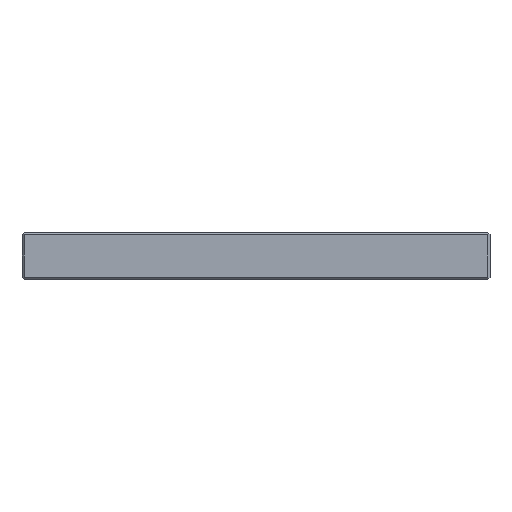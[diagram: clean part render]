
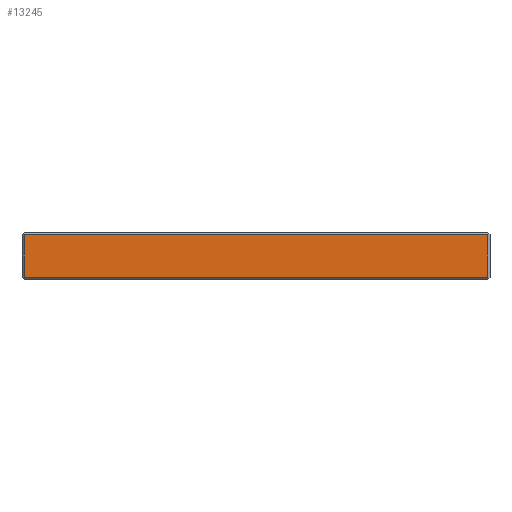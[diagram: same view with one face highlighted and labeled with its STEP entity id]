
A CAD part, front view. The second image highlights one B-rep face of the part: STEP entity #13245.
In plain terms, the highlighted planar face has unit normal (0, -1, 0).
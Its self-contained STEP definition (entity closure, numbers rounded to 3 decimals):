
#9924=FACE_OUTER_BOUND('',#24178,.T.);
#13245=ADVANCED_FACE('',(#9924),#17117,.T.);
#17117=PLANE('',#80011);
#24178=EDGE_LOOP('',(#29146,#29147,#29148,#29149));
#29146=ORIENTED_EDGE('',*,*,#56260,.T.);
#29147=ORIENTED_EDGE('',*,*,#56261,.T.);
#29148=ORIENTED_EDGE('',*,*,#56262,.T.);
#29149=ORIENTED_EDGE('',*,*,#56263,.T.);
#49350=VERTEX_POINT('',#102504);
#49351=VERTEX_POINT('',#102505);
#49352=VERTEX_POINT('',#102507);
#49353=VERTEX_POINT('',#102509);
#56260=EDGE_CURVE('',#49350,#49351,#66279,.T.);
#56261=EDGE_CURVE('',#49351,#49352,#66280,.T.);
#56262=EDGE_CURVE('',#49352,#49353,#66281,.T.);
#56263=EDGE_CURVE('',#49353,#49350,#66282,.T.);
#66279=LINE('',#102503,#73171);
#66280=LINE('',#102506,#73172);
#66281=LINE('',#102508,#73173);
#66282=LINE('',#102510,#73174);
#73171=VECTOR('',#85106,1.);
#73172=VECTOR('',#85107,1.);
#73173=VECTOR('',#85108,1.);
#73174=VECTOR('',#85109,1.);
#80011=AXIS2_PLACEMENT_3D('',#102511,#85110,#85111);
#85106=DIRECTION('',(-1.,0.,0.));
#85107=DIRECTION('',(0.,0.,-1.));
#85108=DIRECTION('',(1.,0.,0.));
#85109=DIRECTION('',(0.,0.,1.));
#85110=DIRECTION('',(0.,-1.,0.));
#85111=DIRECTION('',(0.,0.,1.));
#102503=CARTESIAN_POINT('',(75.,0.,14.25));
#102504=CARTESIAN_POINT('',(149.275,0.,14.25));
#102505=CARTESIAN_POINT('',(0.725,0.,14.25));
#102506=CARTESIAN_POINT('',(0.725,0.,0.));
#102507=CARTESIAN_POINT('',(0.725,0.,0.75));
#102508=CARTESIAN_POINT('',(75.,0.,0.75));
#102509=CARTESIAN_POINT('',(149.275,0.,0.75));
#102510=CARTESIAN_POINT('',(149.275,0.,0.));
#102511=CARTESIAN_POINT('',(75.,0.,0.));
